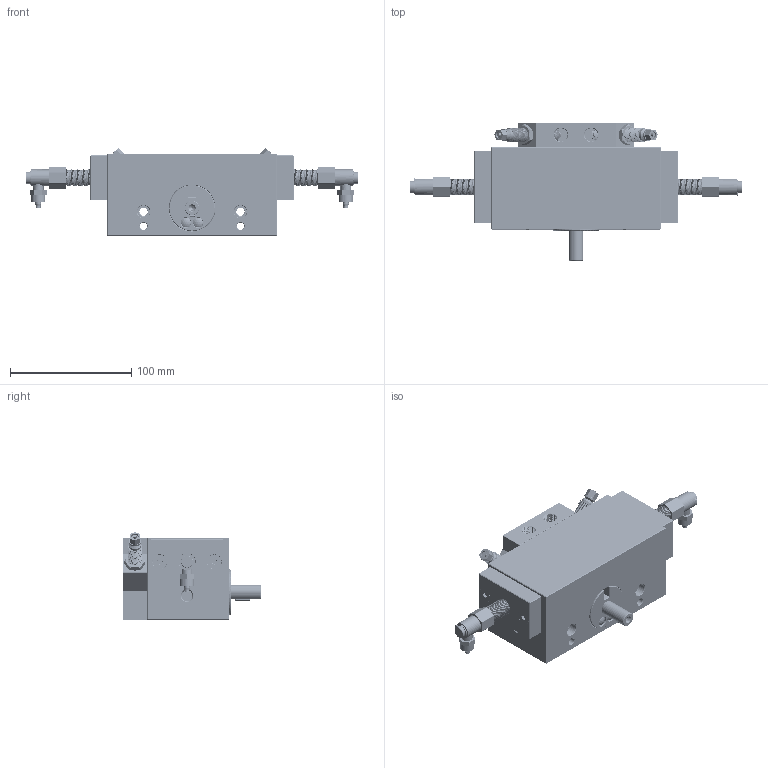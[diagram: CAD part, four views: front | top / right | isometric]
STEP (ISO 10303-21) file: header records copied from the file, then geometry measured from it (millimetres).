
FILE_DESCRIPTION(/* description */ (''),/* implementation_level */ '2;1');
FILE_NAME(/* name */ '667cde03-ac7b-4ffc-8043-58b68f370b7c.stp',/* time_stamp */ '2020-11-20T08:59:34+00:00',/* author */ (''),/* organization */ (''),/* preprocessor_version */ 'ST-DEVELOPER v18.1',/* originating_system */ 'Autodesk Translation Framework v9.3.0.1241',/* authorisation */ '');
FILE_SCHEMA (('AUTOMOTIVE_DESIGN { 1 0 10303 214 3 1 1 }'));
Products named in the file (20): MD 32/180 A; Body_part_1; Body_part_2; Body_part_3; AS 12/60; AS 12/60_1; Screw_M12; Hex_nut_M12; Flat_head_screw_M6; Socket_head_screw_M6; Rod; Pin_6; Woodruff_key_4x5; Pin_8; OB 15/10 L; OB 15/10 L_1; Retaining_ring_9; Body_part; Nut_M9; Nut_M14
Assembly tree (30 placements, depth 3):
  MD 32/180 A
    Body_part_1
    Body_part_2  x2
    Body_part_3
    AS 12/60
      Screw_M12
      Hex_nut_M12
    AS 12/60_1
      Screw_M12
      Hex_nut_M12
    Flat_head_screw_M6  x2
    Socket_head_screw_M6  x2
    Pin_6  x2
    Rod
    Woodruff_key_4x5
    Pin_8  x2
    OB 15/10 L
      Retaining_ring_9
      Body_part
      Nut_M9
      Nut_M14
    OB 15/10 L_1
      Retaining_ring_9
      Body_part
      Nut_M9
      Nut_M14
Bounding box: 274 x 113.8 x 72.48 mm (x, y, z)
Volume: 813695.5 mm3; surface area: 155977.5 mm2
Topology: 28 solids, 28 shells, 2560 faces, 7056 edges, 4587 vertices
Faces by surface type: cylinder 1823, plane 409, bspline 170, cone 144, sphere 12, torus 2
Full cylindrical faces by diameter (mm): 2 x1, 3 x4, 4 x2, 4.234 x9, 4.5 x2, 4.701 x44, 5 x2, 5.026 x50, 5.035 x20, 5.12 x3, 6 x114, 6.147 x12, 6.779 x34, 8 x4, 8.036 x6, 8.047 x6, 8.17 x23, 8.4 x2, 8.526 x14, 8.908 x14, 9 x2, 9.036 x30, 9.146 x6, 10 x8, 10.147 x32, 10.198 x16, 10.4 x4, 10.741 x62, 11 x2, 11.035 x143
Entity records: 162416 total; most frequent: CARTESIAN_POINT 122029, ORIENTED_EDGE 9928, DIRECTION 5824, EDGE_CURVE 4964, VERTEX_POINT 3231, B_SPLINE_CURVE_WITH_KNOTS 2906, AXIS2_PLACEMENT_3D 2132, EDGE_LOOP 1863
